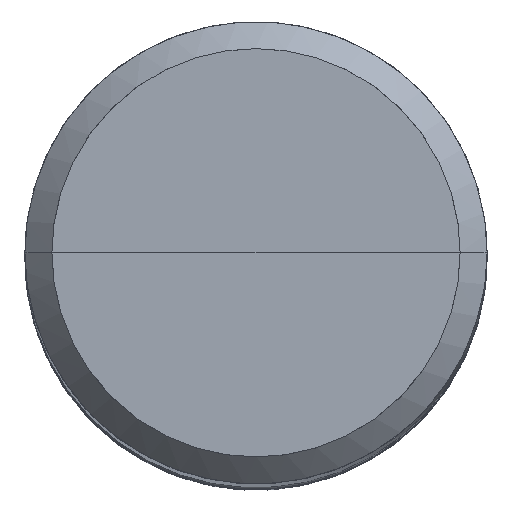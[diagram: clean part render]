
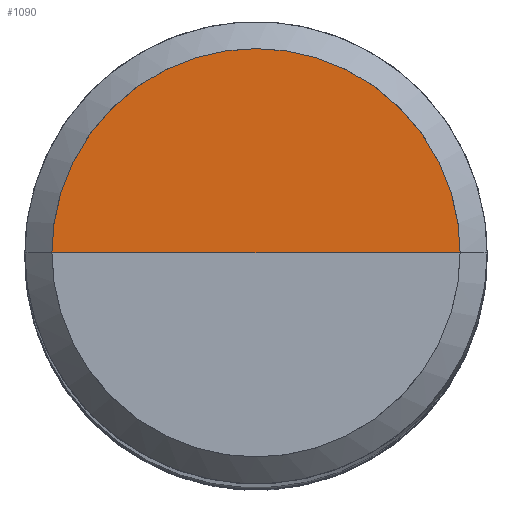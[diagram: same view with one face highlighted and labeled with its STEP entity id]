
A CAD part, top view. The second image highlights one B-rep face of the part: STEP entity #1090.
In plain terms, the highlighted free-form (B-spline) face has degree [1, 2] with [2, 5] control points.
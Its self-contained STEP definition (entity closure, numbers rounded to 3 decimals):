
#761=CARTESIAN_POINT('',(5.3,0.0,51.0));
#762=CARTESIAN_POINT('',(5.3,5.3,51.0));
#763=CARTESIAN_POINT('',(0.0,5.3,51.0));
#764=CARTESIAN_POINT('',(-5.3,5.3,51.0));
#765=CARTESIAN_POINT('',(-5.3,0.0,51.0));
#766=CARTESIAN_POINT('',(0.0,0.0,51.0));
#1075=(
BOUNDED_SURFACE()
B_SPLINE_SURFACE(1,2,(
(#761,#762,#763,#764,#765),
(#766,#766,#766,#766,#766)
), .UNSPECIFIED.,.F.,.F.,.F.)
B_SPLINE_SURFACE_WITH_KNOTS((2,2),(3,2,3),(
0.0,1.0),(
0.0,0.5,1.0), .UNSPECIFIED.)
GEOMETRIC_REPRESENTATION_ITEM()
RATIONAL_B_SPLINE_SURFACE(((1.0,0.707,1.0,0.707,1.0),
(1.0,0.707,1.0,0.707,1.0)
))
REPRESENTATION_ITEM('')
SURFACE()
);
#1076=(
BOUNDED_CURVE()
B_SPLINE_CURVE(2,(#765,#764,#763,#762,#761),.UNSPECIFIED.,.F.,.F.)
B_SPLINE_CURVE_WITH_KNOTS((3,2,3),
(0.0,0.5,1.0),.UNSPECIFIED.)
CURVE()
GEOMETRIC_REPRESENTATION_ITEM()
RATIONAL_B_SPLINE_CURVE((1.0,0.707,1.0,0.707,1.0))
REPRESENTATION_ITEM('')
);
#1077=(
BOUNDED_CURVE()
B_SPLINE_CURVE(1,(#761,#766),.UNSPECIFIED.,.F.,.F.)
B_SPLINE_CURVE_WITH_KNOTS((2,2),
(0.0,1.0),.UNSPECIFIED.)
CURVE()
GEOMETRIC_REPRESENTATION_ITEM()
RATIONAL_B_SPLINE_CURVE((1.0,1.0))
REPRESENTATION_ITEM('')
);
#1078=(
BOUNDED_CURVE()
B_SPLINE_CURVE(1,(#766,#765),.UNSPECIFIED.,.F.,.F.)
B_SPLINE_CURVE_WITH_KNOTS((2,2),
(0.0,1.0),.UNSPECIFIED.)
CURVE()
GEOMETRIC_REPRESENTATION_ITEM()
RATIONAL_B_SPLINE_CURVE((1.0,1.0))
REPRESENTATION_ITEM('')
);
#1079=VERTEX_POINT('',#761);
#1080=VERTEX_POINT('',#765);
#1081=VERTEX_POINT('',#766);
#1082=EDGE_CURVE('',#1080,#1079,#1076,.T.);
#1083=EDGE_CURVE('',#1079,#1081,#1077,.T.);
#1084=EDGE_CURVE('',#1081,#1080,#1078,.T.);
#1085=ORIENTED_EDGE('',*,*,#1082,.T.);
#1086=ORIENTED_EDGE('',*,*,#1083,.T.);
#1087=ORIENTED_EDGE('',*,*,#1084,.T.);
#1088=EDGE_LOOP('',(#1085,#1086,#1087));
#1089=FACE_OUTER_BOUND('',#1088,.T.);
#1090=ADVANCED_FACE('',(#1089),#1075,.T.);
